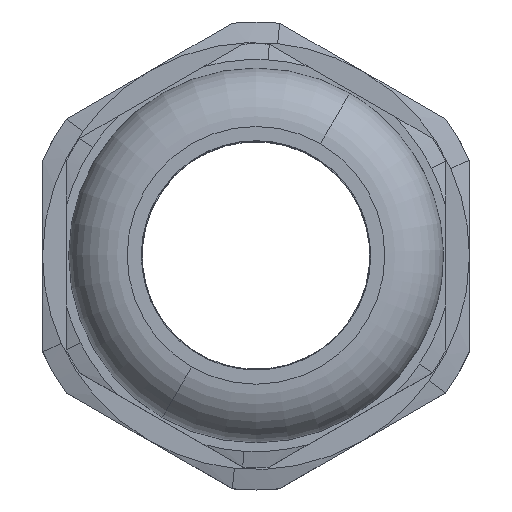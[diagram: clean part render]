
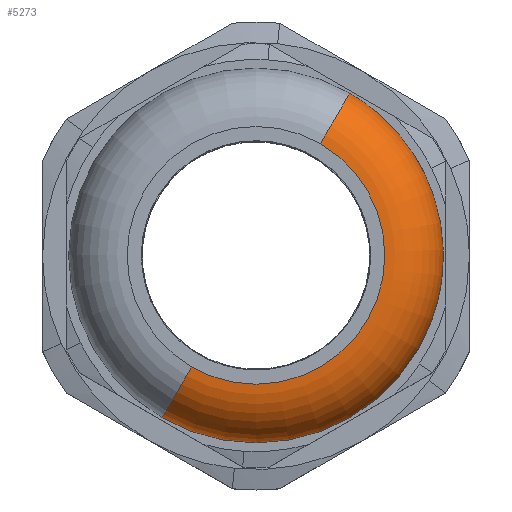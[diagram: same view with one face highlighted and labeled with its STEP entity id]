
A CAD part, top view. The second image highlights one B-rep face of the part: STEP entity #5273.
In plain terms, the highlighted toroidal (fillet/blend) face has major radius 8.15 mm and minor radius 3.7 mm.
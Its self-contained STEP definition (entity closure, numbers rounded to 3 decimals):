
#4750=AXIS2_PLACEMENT_3D('Circle Axis2P3D',#4748,#4749,$) ;
#5237=AXIS2_PLACEMENT_3D('Torus Axis2P3D',#5234,#5235,#5236) ;
#5241=AXIS2_PLACEMENT_3D('Circle Axis2P3D',#5239,#5240,$) ;
#5248=AXIS2_PLACEMENT_3D('Circle Axis2P3D',#5246,#5247,$) ;
#5255=AXIS2_PLACEMENT_3D('Circle Axis2P3D',#5253,#5254,$) ;
#5262=AXIS2_PLACEMENT_3D('Circle Axis2P3D',#5260,#5261,$) ;
#4745=CARTESIAN_POINT('Vertex',(23.762,8.875,31.771)) ;
#4748=CARTESIAN_POINT('Axis2P3D Location',(13.5,14.8,31.771)) ;
#4752=CARTESIAN_POINT('Vertex',(7.575,4.538,31.771)) ;
#4785=CARTESIAN_POINT('Vertex',(19.425,25.062,31.771)) ;
#4789=CARTESIAN_POINT('Control Point',(23.762,8.875,31.771)) ;
#4790=CARTESIAN_POINT('Control Point',(25.624,12.099,31.771)) ;
#4791=CARTESIAN_POINT('Control Point',(26.224,16.055,31.771)) ;
#4792=CARTESIAN_POINT('Control Point',(25.147,20.075,31.771)) ;
#4793=CARTESIAN_POINT('Control Point',(22.649,23.201,31.771)) ;
#4794=CARTESIAN_POINT('Control Point',(19.425,25.062,31.771)) ;
#5234=CARTESIAN_POINT('Axis2P3D Location',(13.5,14.8,31.771)) ;
#5239=CARTESIAN_POINT('Axis2P3D Location',(9.425,7.742,31.771)) ;
#5243=CARTESIAN_POINT('Vertex',(9.425,7.742,35.471)) ;
#5246=CARTESIAN_POINT('Axis2P3D Location',(17.575,21.858,31.771)) ;
#5250=CARTESIAN_POINT('Vertex',(17.575,21.858,35.471)) ;
#5253=CARTESIAN_POINT('Axis2P3D Location',(13.5,14.8,35.471)) ;
#5257=CARTESIAN_POINT('Vertex',(20.558,10.725,35.471)) ;
#5260=CARTESIAN_POINT('Axis2P3D Location',(13.5,14.8,35.471)) ;
#4749=DIRECTION('Axis2P3D Direction',(0.,0.,-1.)) ;
#5235=DIRECTION('Axis2P3D Direction',(0.,0.,-1.)) ;
#5236=DIRECTION('Axis2P3D XDirection',(0.5,0.866,0.)) ;
#5240=DIRECTION('Axis2P3D Direction',(0.866,-0.5,0.)) ;
#5247=DIRECTION('Axis2P3D Direction',(-0.866,0.5,0.)) ;
#5254=DIRECTION('Axis2P3D Direction',(0.,0.,-1.)) ;
#5261=DIRECTION('Axis2P3D Direction',(0.,0.,-1.)) ;
#5266=ORIENTED_EDGE('',*,*,#5245,.T.) ;
#5267=ORIENTED_EDGE('',*,*,#4754,.T.) ;
#5268=ORIENTED_EDGE('',*,*,#4795,.T.) ;
#5269=ORIENTED_EDGE('',*,*,#5252,.T.) ;
#5270=ORIENTED_EDGE('',*,*,#5259,.T.) ;
#5271=ORIENTED_EDGE('',*,*,#5264,.T.) ;
#5273=ADVANCED_FACE('PG 16 KAPAK_1\\MANIFOLD_SOLID_BREP #16196',(#5272),#5238,.T.) ;
#4788=B_SPLINE_CURVE_WITH_KNOTS('',5,(#4789,#4790,#4791,#4792,#4793,#4794),.UNSPECIFIED.,.F.,.U.,(6,6),(-9.307,9.307),.UNSPECIFIED.) ;
#4751=CIRCLE('generated circle',#4750,11.85) ;
#5242=CIRCLE('generated circle',#5241,3.7) ;
#5249=CIRCLE('generated circle',#5248,3.7) ;
#5256=CIRCLE('generated circle',#5255,8.15) ;
#5263=CIRCLE('generated circle',#5262,8.15) ;
#5238=TOROIDAL_SURFACE('homeo Torus',#5237,8.15,3.7) ;
#4754=EDGE_CURVE('',#4753,#4746,#4751,.F.) ;
#4795=EDGE_CURVE('',#4746,#4786,#4788,.T.) ;
#5245=EDGE_CURVE('',#5244,#4753,#5242,.T.) ;
#5252=EDGE_CURVE('',#4786,#5251,#5249,.F.) ;
#5259=EDGE_CURVE('',#5251,#5258,#5256,.T.) ;
#5264=EDGE_CURVE('',#5258,#5244,#5263,.T.) ;
#5265=EDGE_LOOP('',(#5266,#5267,#5268,#5269,#5270,#5271)) ;
#5272=FACE_OUTER_BOUND('',#5265,.T.) ;
#4746=VERTEX_POINT('',#4745) ;
#4753=VERTEX_POINT('',#4752) ;
#4786=VERTEX_POINT('',#4785) ;
#5244=VERTEX_POINT('',#5243) ;
#5251=VERTEX_POINT('',#5250) ;
#5258=VERTEX_POINT('',#5257) ;
